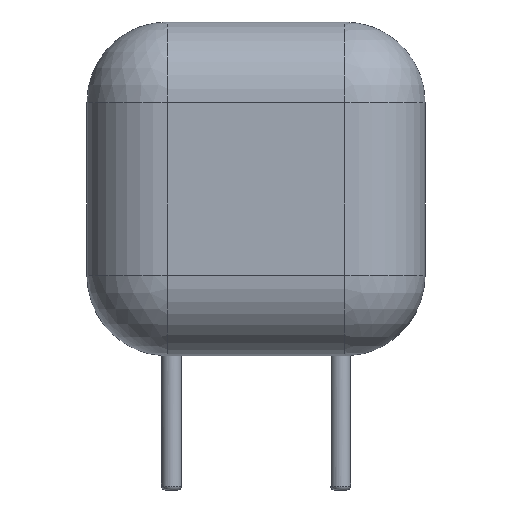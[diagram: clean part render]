
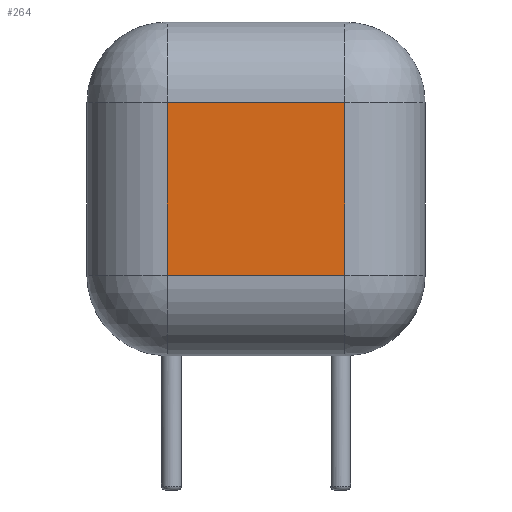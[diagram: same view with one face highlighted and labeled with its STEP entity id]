
A CAD part, front view. The second image highlights one B-rep face of the part: STEP entity #264.
In plain terms, the highlighted planar face has unit normal (0, -1, 0).
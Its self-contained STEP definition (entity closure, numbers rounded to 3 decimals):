
#63 = VERTEX_POINT('',#64);
#64 = CARTESIAN_POINT('',(5.201,-2.54,2.449));
#71 = EDGE_CURVE('',#63,#72,#74,.T.);
#72 = VERTEX_POINT('',#73);
#73 = CARTESIAN_POINT('',(5.201,-2.54,7.641));
#74 = LINE('',#75,#76);
#75 = CARTESIAN_POINT('',(5.201,-2.54,0.03));
#76 = VECTOR('',#77,1.);
#77 = DIRECTION('',(0.,0.,1.));
#264 = ADVANCED_FACE('',(#265),#290,.F.);
#265 = FACE_BOUND('',#266,.F.);
#266 = EDGE_LOOP('',(#267,#268,#276,#284));
#267 = ORIENTED_EDGE('',*,*,#71,.F.);
#268 = ORIENTED_EDGE('',*,*,#269,.F.);
#269 = EDGE_CURVE('',#270,#63,#272,.T.);
#270 = VERTEX_POINT('',#271);
#271 = CARTESIAN_POINT('',(-0.121,-2.54,2.449));
#272 = LINE('',#273,#274);
#273 = CARTESIAN_POINT('',(-0.121,-2.54,2.449));
#274 = VECTOR('',#275,1.);
#275 = DIRECTION('',(1.,0.,0.));
#276 = ORIENTED_EDGE('',*,*,#277,.T.);
#277 = EDGE_CURVE('',#270,#278,#280,.T.);
#278 = VERTEX_POINT('',#279);
#279 = CARTESIAN_POINT('',(-0.121,-2.54,7.641));
#280 = LINE('',#281,#282);
#281 = CARTESIAN_POINT('',(-0.121,-2.54,0.03));
#282 = VECTOR('',#283,1.);
#283 = DIRECTION('',(0.,0.,1.));
#284 = ORIENTED_EDGE('',*,*,#285,.T.);
#285 = EDGE_CURVE('',#278,#72,#286,.T.);
#286 = LINE('',#287,#288);
#287 = CARTESIAN_POINT('',(-0.121,-2.54,7.641));
#288 = VECTOR('',#289,1.);
#289 = DIRECTION('',(1.,0.,0.));
#290 = PLANE('',#291);
#291 = AXIS2_PLACEMENT_3D('',#292,#293,#294);
#292 = CARTESIAN_POINT('',(-2.54,-2.54,0.03));
#293 = DIRECTION('',(0.,1.,0.));
#294 = DIRECTION('',(1.,0.,0.));
